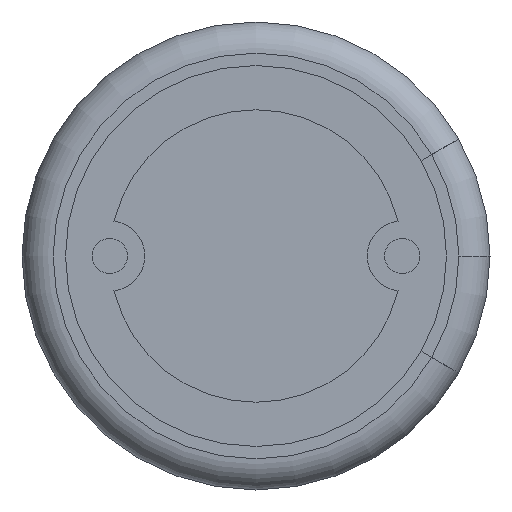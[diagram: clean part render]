
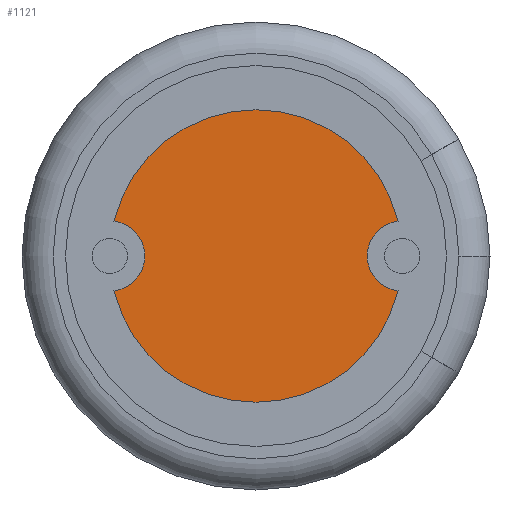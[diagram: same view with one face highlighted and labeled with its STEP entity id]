
A CAD part, front view. The second image highlights one B-rep face of the part: STEP entity #1121.
In plain terms, the highlighted planar face has unit normal (0, -1, 0).
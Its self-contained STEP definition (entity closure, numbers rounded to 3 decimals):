
#21 = ORIENTED_EDGE ( 'NONE', *, *, #1113, .F. ) ;
#53 = DIRECTION ( 'NONE',  ( 0., 0., 1. ) ) ;
#186 = CARTESIAN_POINT ( 'NONE',  ( 2.428, 0., -0.596 ) ) ;
#207 = DIRECTION ( 'NONE',  ( 0., 1., 0. ) ) ;
#307 = ORIENTED_EDGE ( 'NONE', *, *, #950, .F. ) ;
#345 = CIRCLE ( 'NONE', #1714, 2.5 ) ;
#356 = CARTESIAN_POINT ( 'NONE',  ( -2.428, 0., -0.596 ) ) ;
#368 = CARTESIAN_POINT ( 'NONE',  ( -2.5, 0., 0. ) ) ;
#385 = CARTESIAN_POINT ( 'NONE',  ( 0., 0., 0. ) ) ;
#399 = ORIENTED_EDGE ( 'NONE', *, *, #1409, .F. ) ;
#444 = CIRCLE ( 'NONE', #2073, 0.6 ) ;
#499 = VERTEX_POINT ( 'NONE', #2032 ) ;
#595 = FACE_OUTER_BOUND ( 'NONE', #1282, .T. ) ;
#600 = CARTESIAN_POINT ( 'NONE',  ( 2.5, 0., 0. ) ) ;
#698 = CIRCLE ( 'NONE', #2171, 2.5 ) ;
#715 = CARTESIAN_POINT ( 'NONE',  ( -2.428, 0., 0.596 ) ) ;
#760 = CARTESIAN_POINT ( 'NONE',  ( 0., 0., 0. ) ) ;
#905 = DIRECTION ( 'NONE',  ( 0., 1., 0. ) ) ;
#929 = DIRECTION ( 'NONE',  ( 0., 0., 1. ) ) ;
#942 = CIRCLE ( 'NONE', #990, 0.6 ) ;
#950 = EDGE_CURVE ( 'NONE', #1319, #1348, #942, .T. ) ;
#967 = VERTEX_POINT ( 'NONE', #186 ) ;
#990 = AXIS2_PLACEMENT_3D ( 'NONE', #368, #1137, #929 ) ;
#1015 = EDGE_CURVE ( 'NONE', #967, #1299, #444, .T. ) ;
#1061 = ORIENTED_EDGE ( 'NONE', *, *, #1015, .T. ) ;
#1079 = CARTESIAN_POINT ( 'NONE',  ( 0., 0., 0. ) ) ;
#1113 = EDGE_CURVE ( 'NONE', #1348, #499, #345, .T. ) ;
#1121 = ADVANCED_FACE ( 'NONE', ( #595 ), #1662, .F. ) ;
#1137 = DIRECTION ( 'NONE',  ( 0., -1., 0. ) ) ;
#1161 = DIRECTION ( 'NONE',  ( 0., 0., 1. ) ) ;
#1199 = CARTESIAN_POINT ( 'NONE',  ( 2.428, 0., 0.596 ) ) ;
#1282 = EDGE_LOOP ( 'NONE', ( #1649, #1061, #399, #21, #307 ) ) ;
#1299 = VERTEX_POINT ( 'NONE', #1199 ) ;
#1315 = DIRECTION ( 'NONE',  ( 0., 1., 0. ) ) ;
#1319 = VERTEX_POINT ( 'NONE', #356 ) ;
#1348 = VERTEX_POINT ( 'NONE', #715 ) ;
#1409 = EDGE_CURVE ( 'NONE', #499, #1299, #1627, .T. ) ;
#1441 = AXIS2_PLACEMENT_3D ( 'NONE', #1829, #207, #2024 ) ;
#1618 = DIRECTION ( 'NONE',  ( 0., 0., 1. ) ) ;
#1627 = CIRCLE ( 'NONE', #2333, 2.5 ) ;
#1649 = ORIENTED_EDGE ( 'NONE', *, *, #2329, .F. ) ;
#1662 = PLANE ( 'NONE',  #1441 ) ;
#1688 = DIRECTION ( 'NONE',  ( 0., 1., 0. ) ) ;
#1714 = AXIS2_PLACEMENT_3D ( 'NONE', #385, #1688, #53 ) ;
#1829 = CARTESIAN_POINT ( 'NONE',  ( 0., 0., 0. ) ) ;
#2024 = DIRECTION ( 'NONE',  ( 0., 0., 1. ) ) ;
#2032 = CARTESIAN_POINT ( 'NONE',  ( 0., 0., 2.5 ) ) ;
#2073 = AXIS2_PLACEMENT_3D ( 'NONE', #600, #2227, #2223 ) ;
#2171 = AXIS2_PLACEMENT_3D ( 'NONE', #1079, #905, #1618 ) ;
#2223 = DIRECTION ( 'NONE',  ( 0., 0., 1. ) ) ;
#2227 = DIRECTION ( 'NONE',  ( 0., 1., 0. ) ) ;
#2329 = EDGE_CURVE ( 'NONE', #967, #1319, #698, .T. ) ;
#2333 = AXIS2_PLACEMENT_3D ( 'NONE', #760, #1315, #1161 ) ;
